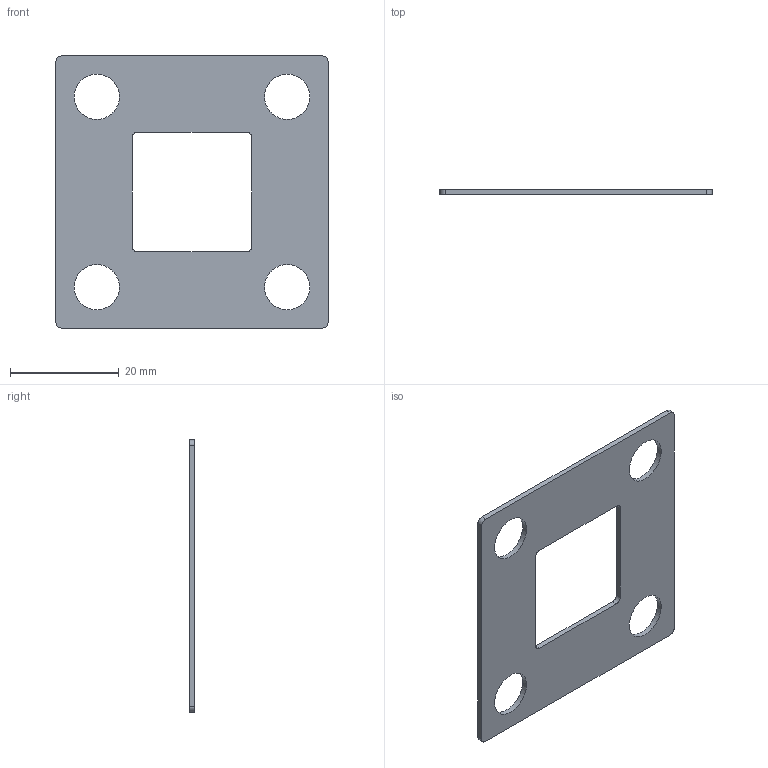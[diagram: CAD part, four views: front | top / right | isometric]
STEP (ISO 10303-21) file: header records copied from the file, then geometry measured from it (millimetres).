
FILE_DESCRIPTION(('Creo Elements/Direct Modeling STEP Export'),'2;1');
FILE_NAME('55.0365_Dichtung-MMS-55_50x50x1.stp','2022-03-21T 8:08:47',(''),(''),'PTC Creo Elements/Direct Modeling STEP processor for AP214 (Solid Model)','PTC Creo Elements/Direct Modeling 19.0C 15-Aug-2015 (C) Parametric Technology GmbH','');
FILE_SCHEMA(('AUTOMOTIVE_DESIGN { 1 0 10303 214 1 1 1 1 }'));
Length unit declared in the file: millimetre
Products named in the file (2): Dichtung-MMS-55_50x50x1_55.0365_PX176317
Assembly tree (1 placements, depth 2):
  Dichtung-MMS-55_50x50x1_55.0365_PX176317
    Dichtung-MMS-55_50x50x1_55.0365_PX176317
Bounding box: 50 x 1 x 50 mm (x, y, z)
Volume: 1799.6 mm3; surface area: 3988 mm2
Topology: 1 solids, 1 shells, 26 faces, 72 edges, 48 vertices
Faces by surface type: cylinder 16, plane 10
Entity records: 873 total; most frequent: DIRECTION 144, ORIENTED_EDGE 144, CARTESIAN_POINT 140, EDGE_CURVE 72, AXIS2_PLACEMENT_3D 52, VERTEX_POINT 48, VECTOR 40, LINE 40
